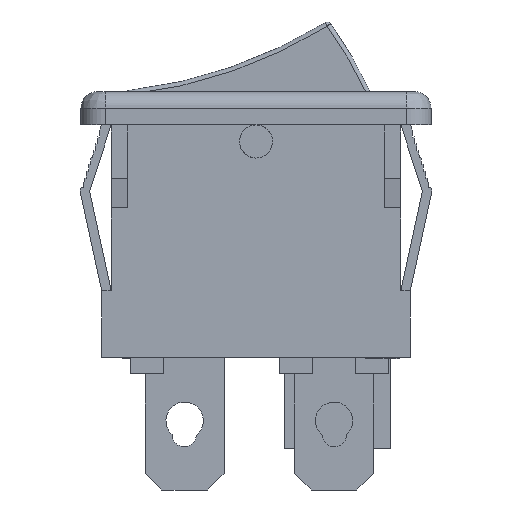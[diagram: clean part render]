
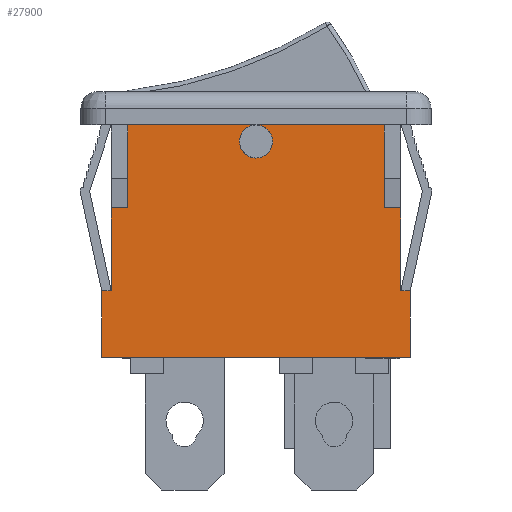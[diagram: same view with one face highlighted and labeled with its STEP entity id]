
A CAD part, front view. The second image highlights one B-rep face of the part: STEP entity #27900.
In plain terms, the highlighted planar face has unit normal (0, -1, 0).
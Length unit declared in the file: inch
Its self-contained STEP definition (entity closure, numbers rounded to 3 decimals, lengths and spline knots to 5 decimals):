
#23935=CARTESIAN_POINT('',(0.36614,-0.24606,1.01088));
#23936=VERTEX_POINT('',#23935);
#23943=CARTESIAN_POINT('',(-0.36614,-0.24606,1.01088));
#23944=VERTEX_POINT('',#23943);
#23945=CARTESIAN_POINT('',(0.36614,-0.24606,1.01088));
#23946=DIRECTION('',(-1.0,0.0,0.0));
#23947=VECTOR('',#23946,0.73228);
#23948=LINE('',#23945,#23947);
#23949=EDGE_CURVE('',#23936,#23944,#23948,.T.);
#26783=CARTESIAN_POINT('',(0.3435,-0.24606,1.16836));
#26784=VERTEX_POINT('',#26783);
#26791=CARTESIAN_POINT('',(0.36614,-0.24606,1.16836));
#26792=VERTEX_POINT('',#26791);
#26793=CARTESIAN_POINT('',(0.3435,-0.24606,1.16836));
#26794=DIRECTION('',(1.0,0.0,0.0));
#26795=VECTOR('',#26794,0.02264);
#26796=LINE('',#26793,#26795);
#26797=EDGE_CURVE('',#26784,#26792,#26796,.T.);
#26861=CARTESIAN_POINT('',(0.36614,-0.24606,1.16836));
#26862=DIRECTION('',(0.0,0.0,-1.0));
#26863=VECTOR('',#26862,0.15748);
#26864=LINE('',#26861,#26863);
#26865=EDGE_CURVE('',#26792,#23936,#26864,.T.);
#27638=CARTESIAN_POINT('',(-0.36614,-0.24606,1.16836));
#27639=VERTEX_POINT('',#27638);
#27646=CARTESIAN_POINT('',(-0.3435,-0.24606,1.16836));
#27647=VERTEX_POINT('',#27646);
#27648=CARTESIAN_POINT('',(-0.3435,-0.24606,1.16836));
#27649=DIRECTION('',(-1.0,0.0,0.0));
#27650=VECTOR('',#27649,0.02264);
#27651=LINE('',#27648,#27650);
#27652=EDGE_CURVE('',#27647,#27639,#27651,.T.);
#27668=CARTESIAN_POINT('',(-0.36614,-0.24606,1.16836));
#27669=DIRECTION('',(0.0,0.0,-1.0));
#27670=VECTOR('',#27669,0.15748);
#27671=LINE('',#27668,#27670);
#27672=EDGE_CURVE('',#27639,#23944,#27671,.T.);
#27689=CARTESIAN_POINT('',(-0.3435,-0.24606,1.36521));
#27690=VERTEX_POINT('',#27689);
#27691=CARTESIAN_POINT('',(-0.3435,-0.24606,1.16836));
#27692=DIRECTION('',(0.0,0.0,1.0));
#27693=VECTOR('',#27692,0.19685);
#27694=LINE('',#27691,#27693);
#27695=EDGE_CURVE('',#27647,#27690,#27694,.T.);
#27792=CARTESIAN_POINT('',(0.30413,-0.24606,1.36521));
#27793=VERTEX_POINT('',#27792);
#27800=CARTESIAN_POINT('',(0.3435,-0.24606,1.36521));
#27801=VERTEX_POINT('',#27800);
#27802=CARTESIAN_POINT('',(0.3435,-0.24606,1.36521));
#27803=DIRECTION('',(-1.0,0.0,0.0));
#27804=VECTOR('',#27803,0.03937);
#27805=LINE('',#27802,#27804);
#27806=EDGE_CURVE('',#27801,#27793,#27805,.T.);
#27824=CARTESIAN_POINT('',(0.30413,-0.24606,1.56206));
#27825=VERTEX_POINT('',#27824);
#27832=CARTESIAN_POINT('',(0.30413,-0.24606,1.36521));
#27833=DIRECTION('',(0.0,0.0,1.0));
#27834=VECTOR('',#27833,0.19685);
#27835=LINE('',#27832,#27834);
#27836=EDGE_CURVE('',#27793,#27825,#27835,.T.);
#27842=CARTESIAN_POINT('',(0.40276,-0.24606,0.98332));
#27843=DIRECTION('',(0.0,-1.0,0.0));
#27844=DIRECTION('',(0.0,0.0,-1.0));
#27845=AXIS2_PLACEMENT_3D('',#27842,#27843,#27844);
#27846=PLANE('',#27845);
#27847=ORIENTED_EDGE('',*,*,#27806,.T.);
#27848=ORIENTED_EDGE('',*,*,#27836,.T.);
#27849=CARTESIAN_POINT('',(0.,-0.24606,1.56206));
#27850=VERTEX_POINT('',#27849);
#27851=CARTESIAN_POINT('',(0.30413,-0.24606,1.56206));
#27852=DIRECTION('',(-1.0,0.0,0.0));
#27853=VECTOR('',#27852,0.30413);
#27854=LINE('',#27851,#27853);
#27855=EDGE_CURVE('',#27825,#27850,#27854,.T.);
#27856=ORIENTED_EDGE('',*,*,#27855,.T.);
#27857=CARTESIAN_POINT('',(0.,-0.24606,1.52269));
#27858=DIRECTION('',(0.0,1.0,0.0));
#27859=DIRECTION('',(1.0,0.0,0.0));
#27860=AXIS2_PLACEMENT_3D('',#27857,#27858,#27859);
#27861=CIRCLE('',#27860,0.03937);
#27862=EDGE_CURVE('',#27850,#27850,#27861,.T.);
#27863=ORIENTED_EDGE('',*,*,#27862,.T.);
#27864=CARTESIAN_POINT('',(-0.30413,-0.24606,1.56206));
#27865=VERTEX_POINT('',#27864);
#27866=CARTESIAN_POINT('',(0.,-0.24606,1.56206));
#27867=DIRECTION('',(-1.0,0.0,0.0));
#27868=VECTOR('',#27867,0.30413);
#27869=LINE('',#27866,#27868);
#27870=EDGE_CURVE('',#27850,#27865,#27869,.T.);
#27871=ORIENTED_EDGE('',*,*,#27870,.T.);
#27872=CARTESIAN_POINT('',(-0.30413,-0.24606,1.36521));
#27873=VERTEX_POINT('',#27872);
#27874=CARTESIAN_POINT('',(-0.30413,-0.24606,1.56206));
#27875=DIRECTION('',(0.0,0.0,-1.0));
#27876=VECTOR('',#27875,0.19685);
#27877=LINE('',#27874,#27876);
#27878=EDGE_CURVE('',#27865,#27873,#27877,.T.);
#27879=ORIENTED_EDGE('',*,*,#27878,.T.);
#27880=CARTESIAN_POINT('',(-0.30413,-0.24606,1.36521));
#27881=DIRECTION('',(-1.0,0.0,0.0));
#27882=VECTOR('',#27881,0.03937);
#27883=LINE('',#27880,#27882);
#27884=EDGE_CURVE('',#27873,#27690,#27883,.T.);
#27885=ORIENTED_EDGE('',*,*,#27884,.T.);
#27886=ORIENTED_EDGE('',*,*,#27695,.F.);
#27887=ORIENTED_EDGE('',*,*,#27652,.T.);
#27888=ORIENTED_EDGE('',*,*,#27672,.T.);
#27889=ORIENTED_EDGE('',*,*,#23949,.F.);
#27890=ORIENTED_EDGE('',*,*,#26865,.F.);
#27891=ORIENTED_EDGE('',*,*,#26797,.F.);
#27892=CARTESIAN_POINT('',(0.3435,-0.24606,1.16836));
#27893=DIRECTION('',(0.0,0.0,1.0));
#27894=VECTOR('',#27893,0.19685);
#27895=LINE('',#27892,#27894);
#27896=EDGE_CURVE('',#26784,#27801,#27895,.T.);
#27897=ORIENTED_EDGE('',*,*,#27896,.T.);
#27898=EDGE_LOOP('',(#27847,#27848,#27856,#27863,#27871,#27879,#27885,#27886,#27887,#27888,#27889,#27890,#27891,#27897));
#27899=FACE_OUTER_BOUND('',#27898,.T.);
#27900=ADVANCED_FACE('',(#27899),#27846,.T.);
